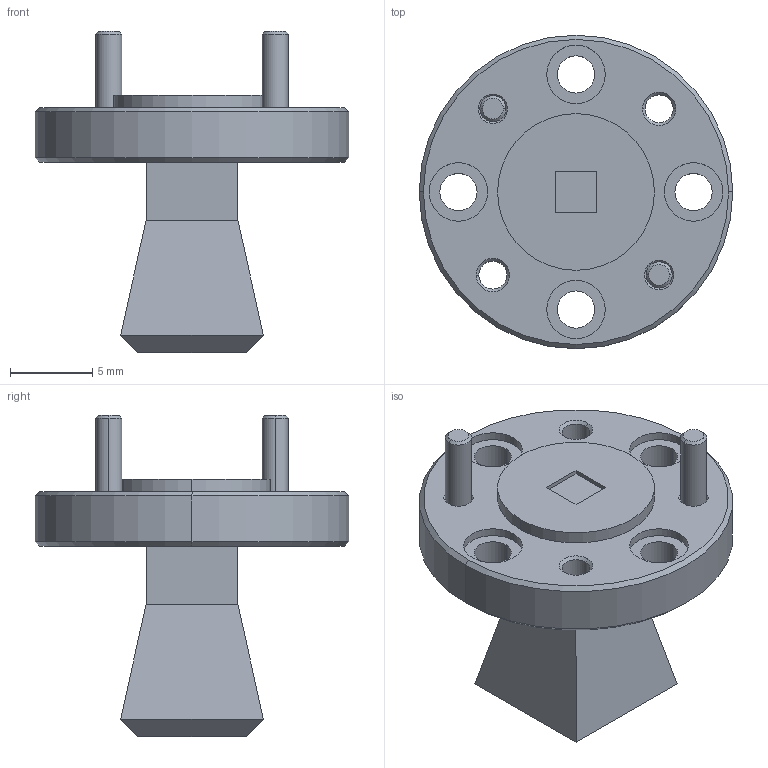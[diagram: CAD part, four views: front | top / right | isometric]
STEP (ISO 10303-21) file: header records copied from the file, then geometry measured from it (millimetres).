
FILE_DESCRIPTION (( 'STEP AP203' ), '1' );
FILE_NAME ('SAR-1532-100-S2.STEP', '2021-06-03T23:44:48', ( '' ), ( '' ), 'SwSTEP 2.0', 'SolidWorks 2021', '' );
FILE_SCHEMA (( 'CONFIG_CONTROL_DESIGN' ));
Length unit declared in the file: inch
Products named in the file (1): SAR-1532-100-S2
Bounding box: 19.05 x 19.05 x 19.51 mm (x, y, z)
Volume: 1452.1 mm3; surface area: 1325.4 mm2
Topology: 3 solids, 3 shells, 86 faces, 188 edges, 116 vertices
Faces by surface type: plane 34, cylinder 32, cone 20
Entity records: 2459 total; most frequent: DIRECTION 446, CARTESIAN_POINT 391, ORIENTED_EDGE 376, EDGE_CURVE 188, AXIS2_PLACEMENT_3D 171, VERTEX_POINT 116, EDGE_LOOP 110, VECTOR 104
